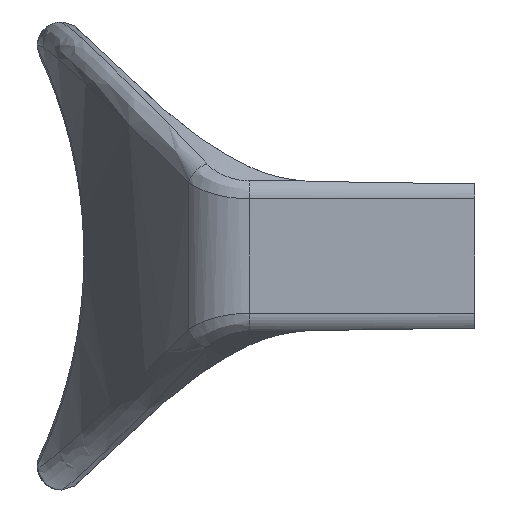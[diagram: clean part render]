
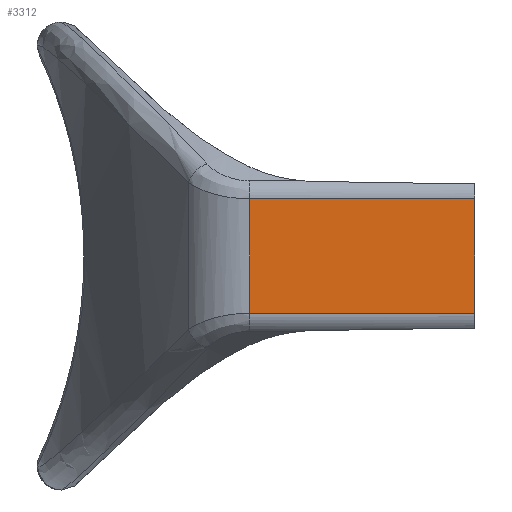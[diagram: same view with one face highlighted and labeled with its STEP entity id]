
A CAD part, left-side view. The second image highlights one B-rep face of the part: STEP entity #3312.
In plain terms, the highlighted planar face has unit normal (-1, 0, 0).
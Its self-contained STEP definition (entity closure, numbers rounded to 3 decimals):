
#8 = DIRECTION ( 'NONE',  ( -1., 0., 0. ) ) ;
#121 = CARTESIAN_POINT ( 'NONE',  ( -85., 12.5, 3.18 ) ) ;
#131 = DIRECTION ( 'NONE',  ( 0., 0., 1. ) ) ;
#383 = AXIS2_PLACEMENT_3D ( 'NONE', #694, #8, #2765 ) ;
#416 = VECTOR ( 'NONE', #2717, 1000. ) ;
#451 = VECTOR ( 'NONE', #2243, 1000. ) ;
#453 = VERTEX_POINT ( 'NONE', #2255 ) ;
#501 = EDGE_CURVE ( 'NONE', #1235, #3539, #1384, .T. ) ;
#512 = LINE ( 'NONE', #2587, #451 ) ;
#535 = ORIENTED_EDGE ( 'NONE', *, *, #3814, .T. ) ;
#667 = DIRECTION ( 'NONE',  ( 0., 1., 0. ) ) ;
#672 = VECTOR ( 'NONE', #131, 1000. ) ;
#694 = CARTESIAN_POINT ( 'NONE',  ( -85., 8.831, -12.895 ) ) ;
#1235 = VERTEX_POINT ( 'NONE', #2573 ) ;
#1276 = VERTEX_POINT ( 'NONE', #1985 ) ;
#1309 = ORIENTED_EDGE ( 'NONE', *, *, #2191, .T. ) ;
#1384 = LINE ( 'NONE', #1670, #1926 ) ;
#1658 = VERTEX_POINT ( 'NONE', #2900 ) ;
#1670 = CARTESIAN_POINT ( 'NONE',  ( -85., 8.831, 3.18 ) ) ;
#1683 = EDGE_CURVE ( 'NONE', #453, #1235, #2195, .T. ) ;
#1713 = EDGE_CURVE ( 'NONE', #453, #1276, #512, .T. ) ;
#1926 = VECTOR ( 'NONE', #667, 1000. ) ;
#1985 = CARTESIAN_POINT ( 'NONE',  ( -85., 0., -3.18 ) ) ;
#1991 = FACE_OUTER_BOUND ( 'NONE', #2095, .T. ) ;
#2095 = EDGE_LOOP ( 'NONE', ( #1309, #535, #2637, #2584, #3478 ) ) ;
#2191 = EDGE_CURVE ( 'NONE', #3539, #1658, #2740, .T. ) ;
#2195 = LINE ( 'NONE', #3576, #672 ) ;
#2243 = DIRECTION ( 'NONE',  ( 0., 0., -1. ) ) ;
#2255 = CARTESIAN_POINT ( 'NONE',  ( -85., 0., 0. ) ) ;
#2469 = CARTESIAN_POINT ( 'NONE',  ( -85., 0., -3.18 ) ) ;
#2573 = CARTESIAN_POINT ( 'NONE',  ( -85., 0., 3.18 ) ) ;
#2584 = ORIENTED_EDGE ( 'NONE', *, *, #1683, .T. ) ;
#2587 = CARTESIAN_POINT ( 'NONE',  ( -85., 0., 0. ) ) ;
#2637 = ORIENTED_EDGE ( 'NONE', *, *, #1713, .F. ) ;
#2696 = PLANE ( 'NONE',  #383 ) ;
#2717 = DIRECTION ( 'NONE',  ( 0., 0., -1. ) ) ;
#2740 = LINE ( 'NONE', #4396, #416 ) ;
#2765 = DIRECTION ( 'NONE',  ( 0., 0., 1. ) ) ;
#2900 = CARTESIAN_POINT ( 'NONE',  ( -85., 12.5, -3.18 ) ) ;
#3147 = LINE ( 'NONE', #2469, #4237 ) ;
#3312 = ADVANCED_FACE ( 'NONE', ( #1991 ), #2696, .T. ) ;
#3478 = ORIENTED_EDGE ( 'NONE', *, *, #501, .T. ) ;
#3539 = VERTEX_POINT ( 'NONE', #121 ) ;
#3576 = CARTESIAN_POINT ( 'NONE',  ( -85., 0., 0. ) ) ;
#3814 = EDGE_CURVE ( 'NONE', #1658, #1276, #3147, .T. ) ;
#3906 = DIRECTION ( 'NONE',  ( 0., -1., 0. ) ) ;
#4237 = VECTOR ( 'NONE', #3906, 1000. ) ;
#4396 = CARTESIAN_POINT ( 'NONE',  ( -85., 12.5, -13. ) ) ;
